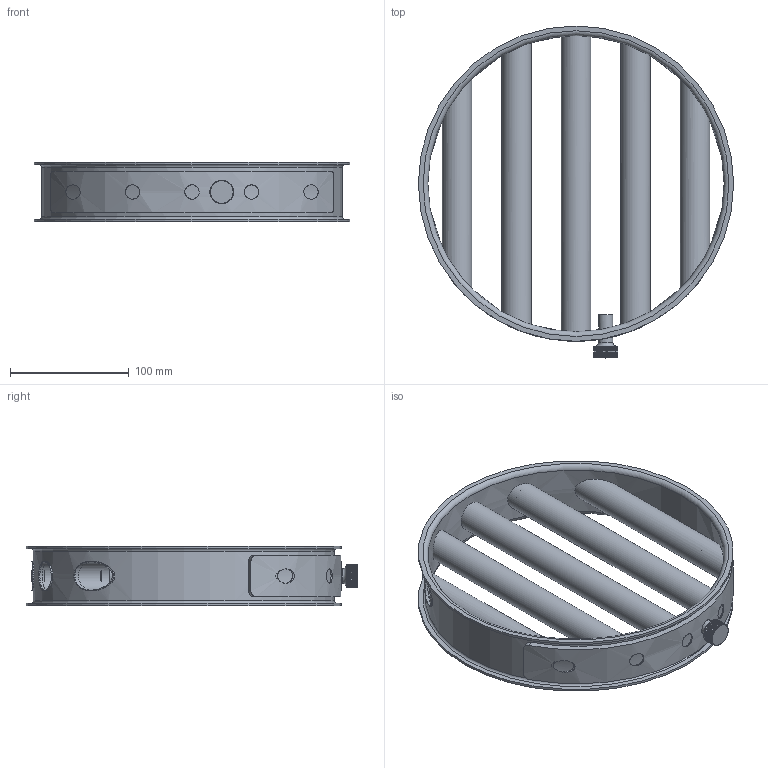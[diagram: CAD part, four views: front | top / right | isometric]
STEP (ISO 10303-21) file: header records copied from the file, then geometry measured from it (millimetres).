
FILE_DESCRIPTION(/* description */ (''),/* implementation_level */ '2;1');
FILE_NAME(/* name */ 'SMR025078 A.stp',/* time_stamp */ '2019-05-21T08:38:12+02:00',/* author */ ('cr'),/* organization */ (''),/* preprocessor_version */ 'ST-DEVELOPER v17.2',/* originating_system */ 'Autodesk Inventor 2019',/* authorisation */ '');
FILE_SCHEMA (('AUTOMOTIVE_DESIGN { 1 0 10303 214 3 1 1 }'));
Length unit declared in the file: millimetre
Products named in the file (1): Part1
Bounding box: 265 x 279 x 50 mm (x, y, z)
Volume: 276369.1 mm3; surface area: 407018.9 mm2
Topology: 6 solids, 12 shells, 435 faces, 1210 edges, 831 vertices
Faces by surface type: plane 202, cylinder 176, cone 36, torus 11, bspline 10
Full cylindrical faces by diameter (mm): 4 x5, 4.917 x1, 5.5 x1, 6 x1, 6.1 x1, 12 x12, 12.1 x1, 12.2 x4, 13 x1, 20 x5, 22 x5, 23 x5, 24 x5, 25 x15, 249 x1, 253 x1, 265 x2
Entity records: 18877 total; most frequent: CARTESIAN_POINT 7875, ORIENTED_EDGE 2418, DIRECTION 1943, EDGE_CURVE 1209, VERTEX_POINT 836, AXIS2_PLACEMENT_3D 779, EDGE_LOOP 525, STYLED_ITEM 441
